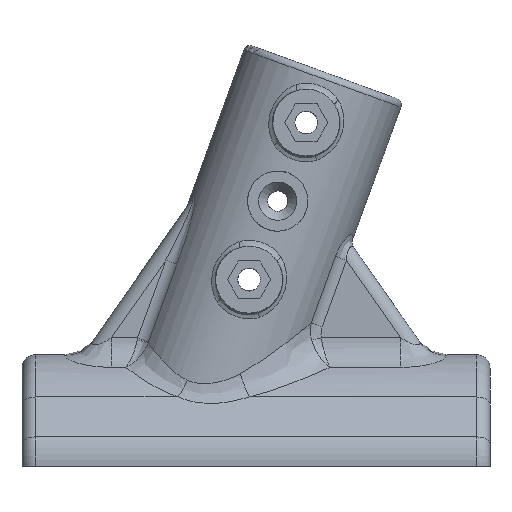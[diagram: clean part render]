
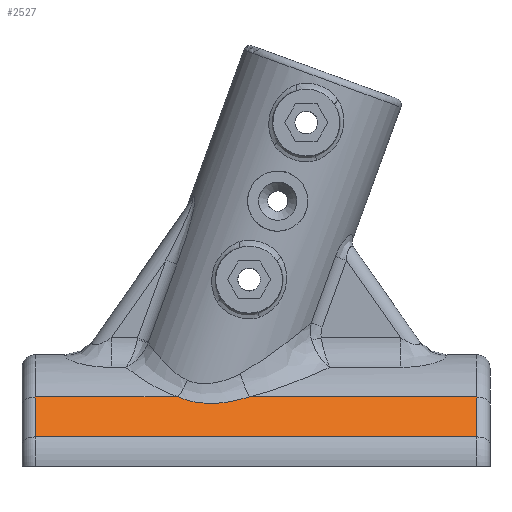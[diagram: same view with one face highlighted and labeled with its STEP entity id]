
A CAD part, left-side view. The second image highlights one B-rep face of the part: STEP entity #2527.
In plain terms, the highlighted planar face has unit normal (-0.799, 0, 0.602).
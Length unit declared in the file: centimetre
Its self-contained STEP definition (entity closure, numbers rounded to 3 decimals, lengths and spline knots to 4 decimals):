
#13=ELLIPSE($,#2631,3.0945,1.75);
#16=ELLIPSE($,#2635,3.0945,1.75);
#154=LINE($,#5482,#258);
#157=LINE($,#5506,#261);
#194=LINE($,#6559,#298);
#196=LINE($,#6562,#300);
#197=LINE($,#6564,#301);
#258=VECTOR($,#3144,0.7472);
#261=VECTOR($,#3177,0.7472);
#298=VECTOR($,#3392,3.4001);
#300=VECTOR($,#3396,6.6);
#301=VECTOR($,#3399,2.1363);
#442=PLANE($,#2788);
#655=FACE_OUTER_BOUND($,#866,.T.);
#866=EDGE_LOOP($,(#2204,#2205,#2206,#2207,#2208,#2209,#2210));
#1103=VERTEX_POINT($,#4181);
#1105=VERTEX_POINT($,#4211);
#1106=VERTEX_POINT($,#4212);
#1163=VERTEX_POINT($,#5476);
#1164=VERTEX_POINT($,#5480);
#1167=VERTEX_POINT($,#5494);
#1170=VERTEX_POINT($,#5504);
#1361=EDGE_CURVE($,#1105,#1106,#13,.T.);
#1365=EDGE_CURVE($,#1106,#1103,#16,.T.);
#1460=EDGE_CURVE($,#1164,#1163,#154,.T.);
#1472=EDGE_CURVE($,#1170,#1167,#157,.T.);
#1591=EDGE_CURVE($,#1167,#1105,#194,.T.);
#1593=EDGE_CURVE($,#1170,#1163,#196,.T.);
#1594=EDGE_CURVE($,#1103,#1164,#197,.T.);
#2204=ORIENTED_EDGE($,*,*,#1593,.F.);
#2205=ORIENTED_EDGE($,*,*,#1472,.T.);
#2206=ORIENTED_EDGE($,*,*,#1591,.T.);
#2207=ORIENTED_EDGE($,*,*,#1361,.T.);
#2208=ORIENTED_EDGE($,*,*,#1365,.T.);
#2209=ORIENTED_EDGE($,*,*,#1594,.T.);
#2210=ORIENTED_EDGE($,*,*,#1460,.T.);
#2527=ADVANCED_FACE($,(#655),#442,.T.);
#2631=AXIS2_PLACEMENT_3D($,#4213,#3016,#3017);
#2635=AXIS2_PLACEMENT_3D($,#4219,#3024,#3025);
#2788=AXIS2_PLACEMENT_3D($,#6563,#3397,#3398);
#3016=DIRECTION('center_axis',(0.799,0.,
-0.602));
#3017=DIRECTION('ref_axis',(0.548,-0.415,0.727));
#3024=DIRECTION('center_axis',(0.799,0.,
-0.602));
#3025=DIRECTION('ref_axis',(0.548,-0.415,0.727));
#3144=DIRECTION($,(-0.602,0.,-0.799));
#3177=DIRECTION($,(0.602,0.,0.799));
#3392=DIRECTION($,(0.,1.,0.));
#3396=DIRECTION($,(0.,1.,0.));
#3397=DIRECTION('center_axis',(-0.799,0.,
0.602));
#3398=DIRECTION('ref_axis',(-0.602,0.,-0.799));
#3399=DIRECTION($,(0.,1.,0.));
#4181=CARTESIAN_POINT('',(-20.5221,12.6354,5.6135));
#4211=CARTESIAN_POINT('',(-20.5221,11.5718,5.6135));
#4212=CARTESIAN_POINT('',(-20.5791,12.3817,5.5379));
#4213=CARTESIAN_POINT('Origin',(-18.845,11.2935,7.8391));
#4219=CARTESIAN_POINT('Origin',(-18.845,11.2935,7.8391));
#5476=CARTESIAN_POINT('',(-20.9718,14.7716,5.0168));
#5480=CARTESIAN_POINT('',(-20.5221,14.7716,5.6135));
#5482=CARTESIAN_POINT($,(-20.9718,14.7716,5.0168));
#5494=CARTESIAN_POINT('',(-20.5221,8.1716,5.6135));
#5504=CARTESIAN_POINT('',(-20.9718,8.1716,5.0168));
#5506=CARTESIAN_POINT($,(-20.5221,8.1716,5.6135));
#6559=CARTESIAN_POINT($,(-20.5221,7.9716,5.6135));
#6562=CARTESIAN_POINT($,(-20.9718,7.9716,5.0168));
#6563=CARTESIAN_POINT('Origin',(-20.9718,7.9716,5.0168));
#6564=CARTESIAN_POINT($,(-20.5221,7.9716,5.6135));
